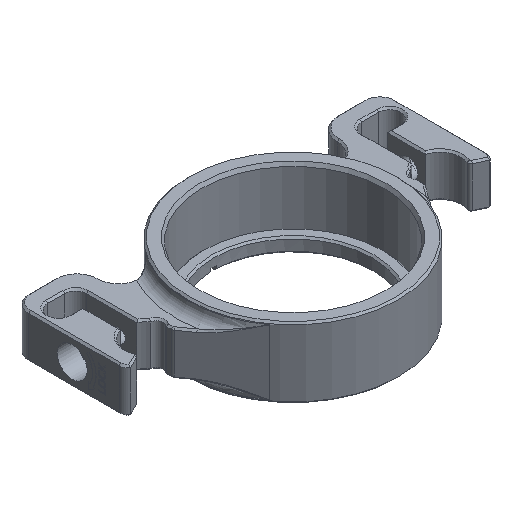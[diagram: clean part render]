
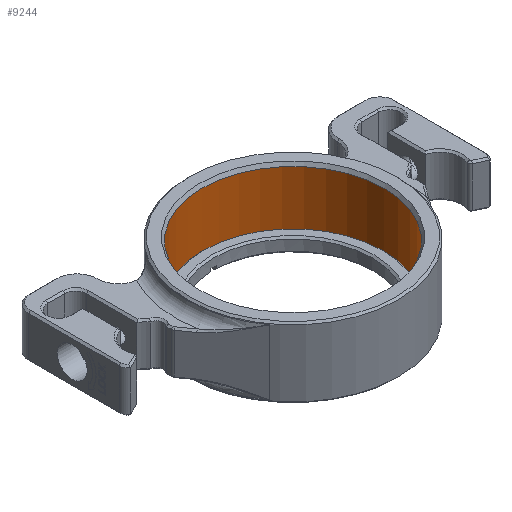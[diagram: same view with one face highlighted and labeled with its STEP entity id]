
A CAD part, isometric view. The second image highlights one B-rep face of the part: STEP entity #9244.
In plain terms, the highlighted cylindrical face has radius 13.145 mm (diameter 26.289 mm), a full revolution.
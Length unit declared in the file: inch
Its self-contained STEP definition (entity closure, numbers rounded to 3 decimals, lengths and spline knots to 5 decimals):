
#883=FACE_OUTER_BOUND('',#1408,.T.);
#1408=EDGE_LOOP('',(#6007,#6008,#6009,#6010,#6011));
#1979=LINE('',#12707,#2700);
#2700=VECTOR('',#10596,0.5175);
#3401=CIRCLE('',#9770,0.5175);
#3402=CIRCLE('',#9771,0.5175);
#3404=CIRCLE('',#9774,0.5175);
#3703=VERTEX_POINT('',#12549);
#3704=VERTEX_POINT('',#12550);
#3706=VERTEX_POINT('',#12557);
#4574=EDGE_CURVE('',#3703,#3704,#3401,.T.);
#4575=EDGE_CURVE('',#3704,#3703,#3402,.T.);
#4578=EDGE_CURVE('',#3706,#3706,#3404,.T.);
#4637=EDGE_CURVE('',#3703,#3706,#1979,.T.);
#6007=ORIENTED_EDGE('',*,*,#4574,.T.);
#6008=ORIENTED_EDGE('',*,*,#4575,.T.);
#6009=ORIENTED_EDGE('',*,*,#4637,.T.);
#6010=ORIENTED_EDGE('',*,*,#4578,.T.);
#6011=ORIENTED_EDGE('',*,*,#4637,.F.);
#8644=CYLINDRICAL_SURFACE('',#9825,0.5175);
#9244=ADVANCED_FACE('',(#883),#8644,.F.);
#9770=AXIS2_PLACEMENT_3D('',#12551,#10464,#10465);
#9771=AXIS2_PLACEMENT_3D('',#12552,#10466,#10467);
#9774=AXIS2_PLACEMENT_3D('',#12558,#10473,#10474);
#9825=AXIS2_PLACEMENT_3D('',#12706,#10594,#10595);
#10464=DIRECTION('center_axis',(0.,0.,1.));
#10465=DIRECTION('ref_axis',(-1.,0.,0.));
#10466=DIRECTION('center_axis',(0.,0.,1.));
#10467=DIRECTION('ref_axis',(-1.,0.,0.));
#10473=DIRECTION('center_axis',(0.,0.,-1.));
#10474=DIRECTION('ref_axis',(-1.,0.,0.));
#10594=DIRECTION('center_axis',(0.,0.,-1.));
#10595=DIRECTION('ref_axis',(-1.,0.,0.));
#10596=DIRECTION('',(0.,0.,-1.));
#12549=CARTESIAN_POINT('',(0.5175,0.,0.18));
#12550=CARTESIAN_POINT('',(-0.5175,0.,0.18));
#12551=CARTESIAN_POINT('Origin',(0.,0.,0.18));
#12552=CARTESIAN_POINT('Origin',(0.,0.,0.18));
#12557=CARTESIAN_POINT('',(0.5175,0.,-0.18268));
#12558=CARTESIAN_POINT('Origin',(0.,0.,-0.18268));
#12706=CARTESIAN_POINT('Origin',(0.,0.,0.20056));
#12707=CARTESIAN_POINT('',(0.5175,0.,0.20056));
